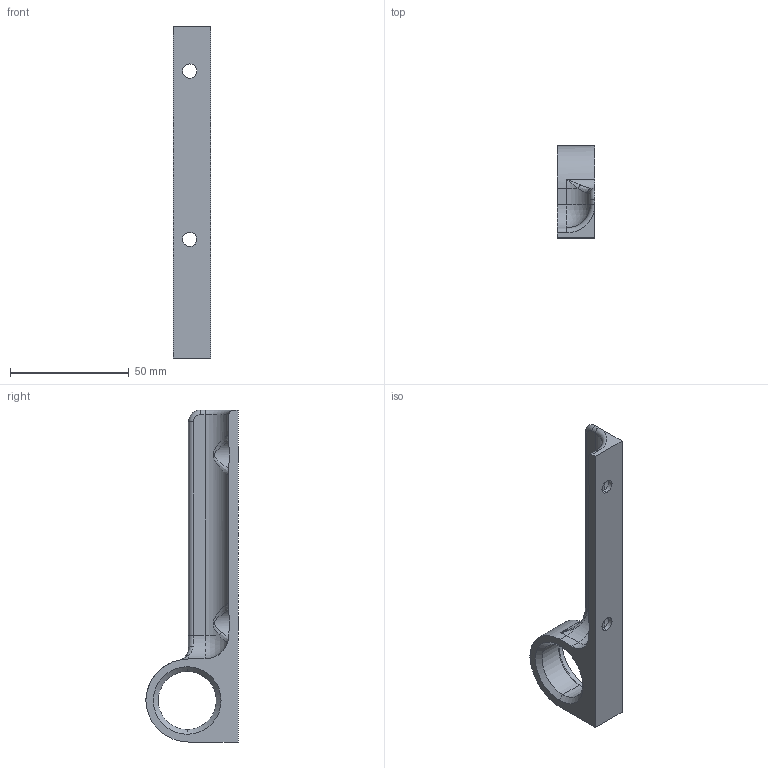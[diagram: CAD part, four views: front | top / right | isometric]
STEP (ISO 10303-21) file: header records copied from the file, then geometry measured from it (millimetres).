
FILE_DESCRIPTION (( 'STEP AP214' ), '1' );
FILE_NAME ('SoShine6WattSolarPanelEMTMount_V2.STEP', '2024-11-26T02:01:10', ( '' ), ( '' ), 'SwSTEP 2.0', 'SolidWorks 2024', '' );
FILE_SCHEMA (( 'AUTOMOTIVE_DESIGN' ));
Length unit declared in the file: millimetre
Products named in the file (1): SoShine6WattSolarPanelEMTMount_V2
Bounding box: 16 x 38.99 x 140 mm (x, y, z)
Volume: 23440.8 mm3; surface area: 11993 mm2
Topology: 1 solids, 1 shells, 53 faces, 127 edges, 75 vertices
Faces by surface type: cylinder 23, plane 13, torus 6, bspline 6, cone 4, sphere 1
Entity records: 2250 total; most frequent: CARTESIAN_POINT 1005, DIRECTION 265, ORIENTED_EDGE 252, EDGE_CURVE 126, AXIS2_PLACEMENT_3D 109, VERTEX_POINT 75, CIRCLE 61, EDGE_LOOP 59
